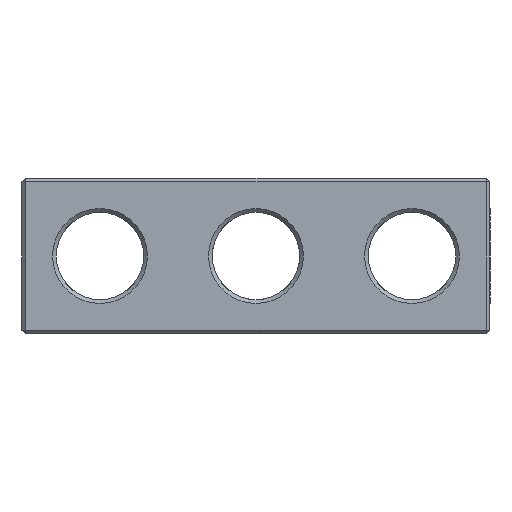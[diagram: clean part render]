
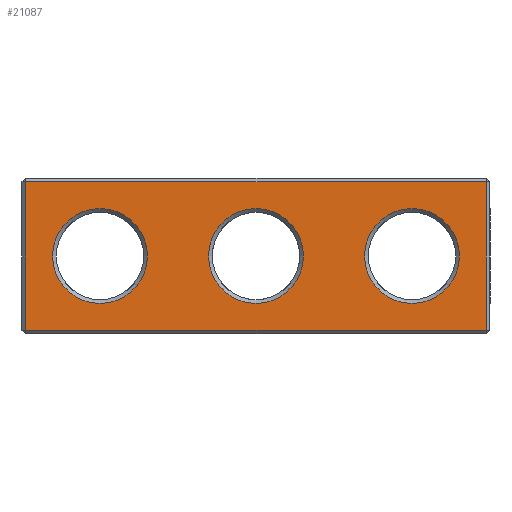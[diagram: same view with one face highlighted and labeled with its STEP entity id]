
A CAD part, front view. The second image highlights one B-rep face of the part: STEP entity #21087.
In plain terms, the highlighted planar face has unit normal (0, -1, 0).
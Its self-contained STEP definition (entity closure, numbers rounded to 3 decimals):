
#2013 = PLANE('',#2014);
#2014 = AXIS2_PLACEMENT_3D('',#2015,#2016,#2017);
#2015 = CARTESIAN_POINT('',(-18.75,-6.1,0.15));
#2016 = DIRECTION('',(0.,0.707,0.707));
#2017 = DIRECTION('',(1.,0.,0.));
#2765 = PLANE('',#2766);
#2766 = AXIS2_PLACEMENT_3D('',#2767,#2768,#2769);
#2767 = CARTESIAN_POINT('',(-18.75,-6.1,12.35));
#2768 = DIRECTION('',(0.,-0.707,0.707));
#2769 = DIRECTION('',(1.,0.,0.));
#7622 = PLANE('',#7623);
#7623 = AXIS2_PLACEMENT_3D('',#7624,#7625,#7626);
#7624 = CARTESIAN_POINT('',(-18.6,-6.1,0.));
#7625 = DIRECTION('',(-0.707,-0.707,0.));
#7626 = DIRECTION('',(0.,0.,1.));
#7984 = VERTEX_POINT('',#7985);
#7985 = CARTESIAN_POINT('',(-18.45,-6.25,0.3));
#8011 = EDGE_CURVE('',#7984,#8012,#8014,.T.);
#8012 = VERTEX_POINT('',#8013);
#8013 = CARTESIAN_POINT('',(18.45,-6.25,0.3));
#8014 = SURFACE_CURVE('',#8015,(#8019,#8026),.PCURVE_S1.);
#8015 = LINE('',#8016,#8017);
#8016 = CARTESIAN_POINT('',(-18.75,-6.25,0.3));
#8017 = VECTOR('',#8018,1.);
#8018 = DIRECTION('',(1.,0.,0.));
#8019 = PCURVE('',#2013,#8020);
#8020 = DEFINITIONAL_REPRESENTATION('',(#8021),#8025);
#8021 = LINE('',#8022,#8023);
#8022 = CARTESIAN_POINT('',(0.,-0.212));
#8023 = VECTOR('',#8024,1.);
#8024 = DIRECTION('',(1.,0.));
#8025 = ( GEOMETRIC_REPRESENTATION_CONTEXT(2) 
PARAMETRIC_REPRESENTATION_CONTEXT() REPRESENTATION_CONTEXT('2D SPACE',''
  ) );
#8026 = PCURVE('',#8027,#8032);
#8027 = PLANE('',#8028);
#8028 = AXIS2_PLACEMENT_3D('',#8029,#8030,#8031);
#8029 = CARTESIAN_POINT('',(-18.75,-6.25,0.));
#8030 = DIRECTION('',(0.,1.,0.));
#8031 = DIRECTION('',(1.,0.,0.));
#8032 = DEFINITIONAL_REPRESENTATION('',(#8033),#8037);
#8033 = LINE('',#8034,#8035);
#8034 = CARTESIAN_POINT('',(0.,-0.3));
#8035 = VECTOR('',#8036,1.);
#8036 = DIRECTION('',(1.,0.));
#8037 = ( GEOMETRIC_REPRESENTATION_CONTEXT(2) 
PARAMETRIC_REPRESENTATION_CONTEXT() REPRESENTATION_CONTEXT('2D SPACE',''
  ) );
#9281 = VERTEX_POINT('',#9282);
#9282 = CARTESIAN_POINT('',(-18.45,-6.25,12.2));
#9308 = EDGE_CURVE('',#9281,#9309,#9311,.T.);
#9309 = VERTEX_POINT('',#9310);
#9310 = CARTESIAN_POINT('',(18.45,-6.25,12.2));
#9311 = SURFACE_CURVE('',#9312,(#9316,#9323),.PCURVE_S1.);
#9312 = LINE('',#9313,#9314);
#9313 = CARTESIAN_POINT('',(-18.75,-6.25,12.2));
#9314 = VECTOR('',#9315,1.);
#9315 = DIRECTION('',(1.,0.,0.));
#9316 = PCURVE('',#2765,#9317);
#9317 = DEFINITIONAL_REPRESENTATION('',(#9318),#9322);
#9318 = LINE('',#9319,#9320);
#9319 = CARTESIAN_POINT('',(0.,-0.212));
#9320 = VECTOR('',#9321,1.);
#9321 = DIRECTION('',(1.,0.));
#9322 = ( GEOMETRIC_REPRESENTATION_CONTEXT(2) 
PARAMETRIC_REPRESENTATION_CONTEXT() REPRESENTATION_CONTEXT('2D SPACE',''
  ) );
#9323 = PCURVE('',#8027,#9324);
#9324 = DEFINITIONAL_REPRESENTATION('',(#9325),#9329);
#9325 = LINE('',#9326,#9327);
#9326 = CARTESIAN_POINT('',(0.,-12.2));
#9327 = VECTOR('',#9328,1.);
#9328 = DIRECTION('',(1.,0.));
#9329 = ( GEOMETRIC_REPRESENTATION_CONTEXT(2) 
PARAMETRIC_REPRESENTATION_CONTEXT() REPRESENTATION_CONTEXT('2D SPACE',''
  ) );
#20053 = EDGE_CURVE('',#7984,#9281,#20054,.T.);
#20054 = SURFACE_CURVE('',#20055,(#20059,#20066),.PCURVE_S1.);
#20055 = LINE('',#20056,#20057);
#20056 = CARTESIAN_POINT('',(-18.45,-6.25,0.));
#20057 = VECTOR('',#20058,1.);
#20058 = DIRECTION('',(0.,0.,1.));
#20059 = PCURVE('',#7622,#20060);
#20060 = DEFINITIONAL_REPRESENTATION('',(#20061),#20065);
#20061 = LINE('',#20062,#20063);
#20062 = CARTESIAN_POINT('',(0.,-0.212));
#20063 = VECTOR('',#20064,1.);
#20064 = DIRECTION('',(1.,0.));
#20065 = ( GEOMETRIC_REPRESENTATION_CONTEXT(2) 
PARAMETRIC_REPRESENTATION_CONTEXT() REPRESENTATION_CONTEXT('2D SPACE',''
  ) );
#20066 = PCURVE('',#8027,#20067);
#20067 = DEFINITIONAL_REPRESENTATION('',(#20068),#20072);
#20068 = LINE('',#20069,#20070);
#20069 = CARTESIAN_POINT('',(0.3,0.));
#20070 = VECTOR('',#20071,1.);
#20071 = DIRECTION('',(0.,-1.));
#20072 = ( GEOMETRIC_REPRESENTATION_CONTEXT(2) 
PARAMETRIC_REPRESENTATION_CONTEXT() REPRESENTATION_CONTEXT('2D SPACE',''
  ) );
#21087 = ADVANCED_FACE('',(#21088,#21119,#21150,#21181),#8027,.F.);
#21088 = FACE_BOUND('',#21089,.F.);
#21089 = EDGE_LOOP('',(#21090,#21091,#21092,#21118));
#21090 = ORIENTED_EDGE('',*,*,#20053,.T.);
#21091 = ORIENTED_EDGE('',*,*,#9308,.T.);
#21092 = ORIENTED_EDGE('',*,*,#21093,.F.);
#21093 = EDGE_CURVE('',#8012,#9309,#21094,.T.);
#21094 = SURFACE_CURVE('',#21095,(#21099,#21106),.PCURVE_S1.);
#21095 = LINE('',#21096,#21097);
#21096 = CARTESIAN_POINT('',(18.45,-6.25,0.));
#21097 = VECTOR('',#21098,1.);
#21098 = DIRECTION('',(0.,0.,1.));
#21099 = PCURVE('',#8027,#21100);
#21100 = DEFINITIONAL_REPRESENTATION('',(#21101),#21105);
#21101 = LINE('',#21102,#21103);
#21102 = CARTESIAN_POINT('',(37.2,0.));
#21103 = VECTOR('',#21104,1.);
#21104 = DIRECTION('',(0.,-1.));
#21105 = ( GEOMETRIC_REPRESENTATION_CONTEXT(2) 
PARAMETRIC_REPRESENTATION_CONTEXT() REPRESENTATION_CONTEXT('2D SPACE',''
  ) );
#21106 = PCURVE('',#21107,#21112);
#21107 = PLANE('',#21108);
#21108 = AXIS2_PLACEMENT_3D('',#21109,#21110,#21111);
#21109 = CARTESIAN_POINT('',(18.6,-6.1,0.));
#21110 = DIRECTION('',(0.707,-0.707,0.));
#21111 = DIRECTION('',(0.,0.,1.));
#21112 = DEFINITIONAL_REPRESENTATION('',(#21113),#21117);
#21113 = LINE('',#21114,#21115);
#21114 = CARTESIAN_POINT('',(0.,0.212));
#21115 = VECTOR('',#21116,1.);
#21116 = DIRECTION('',(1.,0.));
#21117 = ( GEOMETRIC_REPRESENTATION_CONTEXT(2) 
PARAMETRIC_REPRESENTATION_CONTEXT() REPRESENTATION_CONTEXT('2D SPACE',''
  ) );
#21118 = ORIENTED_EDGE('',*,*,#8011,.F.);
#21119 = FACE_BOUND('',#21120,.F.);
#21120 = EDGE_LOOP('',(#21121));
#21121 = ORIENTED_EDGE('',*,*,#21122,.F.);
#21122 = EDGE_CURVE('',#21123,#21123,#21125,.T.);
#21123 = VERTEX_POINT('',#21124);
#21124 = CARTESIAN_POINT('',(0.,-6.25,2.45));
#21125 = SURFACE_CURVE('',#21126,(#21131,#21138),.PCURVE_S1.);
#21126 = CIRCLE('',#21127,3.8);
#21127 = AXIS2_PLACEMENT_3D('',#21128,#21129,#21130);
#21128 = CARTESIAN_POINT('',(0.,-6.25,6.25));
#21129 = DIRECTION('',(0.,1.,0.));
#21130 = DIRECTION('',(0.,0.,-1.));
#21131 = PCURVE('',#8027,#21132);
#21132 = DEFINITIONAL_REPRESENTATION('',(#21133),#21137);
#21133 = CIRCLE('',#21134,3.8);
#21134 = AXIS2_PLACEMENT_2D('',#21135,#21136);
#21135 = CARTESIAN_POINT('',(18.75,-6.25));
#21136 = DIRECTION('',(0.,1.));
#21137 = ( GEOMETRIC_REPRESENTATION_CONTEXT(2) 
PARAMETRIC_REPRESENTATION_CONTEXT() REPRESENTATION_CONTEXT('2D SPACE',''
  ) );
#21138 = PCURVE('',#21139,#21144);
#21139 = CONICAL_SURFACE('',#21140,3.8,0.785);
#21140 = AXIS2_PLACEMENT_3D('',#21141,#21142,#21143);
#21141 = CARTESIAN_POINT('',(0.,-6.25,6.25));
#21142 = DIRECTION('',(0.,-1.,0.));
#21143 = DIRECTION('',(0.,0.,-1.));
#21144 = DEFINITIONAL_REPRESENTATION('',(#21145),#21149);
#21145 = LINE('',#21146,#21147);
#21146 = CARTESIAN_POINT('',(-0.,-0.));
#21147 = VECTOR('',#21148,1.);
#21148 = DIRECTION('',(-1.,-0.));
#21149 = ( GEOMETRIC_REPRESENTATION_CONTEXT(2) 
PARAMETRIC_REPRESENTATION_CONTEXT() REPRESENTATION_CONTEXT('2D SPACE',''
  ) );
#21150 = FACE_BOUND('',#21151,.F.);
#21151 = EDGE_LOOP('',(#21152));
#21152 = ORIENTED_EDGE('',*,*,#21153,.F.);
#21153 = EDGE_CURVE('',#21154,#21154,#21156,.T.);
#21154 = VERTEX_POINT('',#21155);
#21155 = CARTESIAN_POINT('',(-16.3,-6.25,6.25));
#21156 = SURFACE_CURVE('',#21157,(#21162,#21169),.PCURVE_S1.);
#21157 = CIRCLE('',#21158,3.8);
#21158 = AXIS2_PLACEMENT_3D('',#21159,#21160,#21161);
#21159 = CARTESIAN_POINT('',(-12.5,-6.25,6.25));
#21160 = DIRECTION('',(0.,1.,0.));
#21161 = DIRECTION('',(-1.,0.,0.));
#21162 = PCURVE('',#8027,#21163);
#21163 = DEFINITIONAL_REPRESENTATION('',(#21164),#21168);
#21164 = CIRCLE('',#21165,3.8);
#21165 = AXIS2_PLACEMENT_2D('',#21166,#21167);
#21166 = CARTESIAN_POINT('',(6.25,-6.25));
#21167 = DIRECTION('',(-1.,0.));
#21168 = ( GEOMETRIC_REPRESENTATION_CONTEXT(2) 
PARAMETRIC_REPRESENTATION_CONTEXT() REPRESENTATION_CONTEXT('2D SPACE',''
  ) );
#21169 = PCURVE('',#21170,#21175);
#21170 = CONICAL_SURFACE('',#21171,3.5,0.785);
#21171 = AXIS2_PLACEMENT_3D('',#21172,#21173,#21174);
#21172 = CARTESIAN_POINT('',(-12.5,-5.95,6.25));
#21173 = DIRECTION('',(0.,-1.,0.));
#21174 = DIRECTION('',(-1.,0.,0.));
#21175 = DEFINITIONAL_REPRESENTATION('',(#21176),#21180);
#21176 = LINE('',#21177,#21178);
#21177 = CARTESIAN_POINT('',(-0.,0.3));
#21178 = VECTOR('',#21179,1.);
#21179 = DIRECTION('',(-1.,0.));
#21180 = ( GEOMETRIC_REPRESENTATION_CONTEXT(2) 
PARAMETRIC_REPRESENTATION_CONTEXT() REPRESENTATION_CONTEXT('2D SPACE',''
  ) );
#21181 = FACE_BOUND('',#21182,.F.);
#21182 = EDGE_LOOP('',(#21183));
#21183 = ORIENTED_EDGE('',*,*,#21184,.T.);
#21184 = EDGE_CURVE('',#21185,#21185,#21187,.T.);
#21185 = VERTEX_POINT('',#21186);
#21186 = CARTESIAN_POINT('',(16.3,-6.25,6.25));
#21187 = SURFACE_CURVE('',#21188,(#21193,#21204),.PCURVE_S1.);
#21188 = CIRCLE('',#21189,3.8);
#21189 = AXIS2_PLACEMENT_3D('',#21190,#21191,#21192);
#21190 = CARTESIAN_POINT('',(12.5,-6.25,6.25));
#21191 = DIRECTION('',(0.,-1.,0.));
#21192 = DIRECTION('',(1.,0.,0.));
#21193 = PCURVE('',#8027,#21194);
#21194 = DEFINITIONAL_REPRESENTATION('',(#21195),#21203);
#21195 = ( BOUNDED_CURVE() B_SPLINE_CURVE(2,(#21196,#21197,#21198,#21199
    ,#21200,#21201,#21202),.UNSPECIFIED.,.T.,.F.) 
B_SPLINE_CURVE_WITH_KNOTS((1,2,2,2,2,1),(-2.094,0.,
    2.094,4.189,6.283,8.378),
.UNSPECIFIED.) CURVE() GEOMETRIC_REPRESENTATION_ITEM() 
RATIONAL_B_SPLINE_CURVE((1.,0.5,1.,0.5,1.,0.5,1.)) REPRESENTATION_ITEM(
  '') );
#21196 = CARTESIAN_POINT('',(35.05,-6.25));
#21197 = CARTESIAN_POINT('',(35.05,-12.832));
#21198 = CARTESIAN_POINT('',(29.35,-9.541));
#21199 = CARTESIAN_POINT('',(23.65,-6.25));
#21200 = CARTESIAN_POINT('',(29.35,-2.959));
#21201 = CARTESIAN_POINT('',(35.05,0.332));
#21202 = CARTESIAN_POINT('',(35.05,-6.25));
#21203 = ( GEOMETRIC_REPRESENTATION_CONTEXT(2) 
PARAMETRIC_REPRESENTATION_CONTEXT() REPRESENTATION_CONTEXT('2D SPACE',''
  ) );
#21204 = PCURVE('',#21205,#21210);
#21205 = CONICAL_SURFACE('',#21206,3.5,0.785);
#21206 = AXIS2_PLACEMENT_3D('',#21207,#21208,#21209);
#21207 = CARTESIAN_POINT('',(12.5,-5.95,6.25));
#21208 = DIRECTION('',(0.,-1.,0.));
#21209 = DIRECTION('',(1.,0.,0.));
#21210 = DEFINITIONAL_REPRESENTATION('',(#21211),#21215);
#21211 = LINE('',#21212,#21213);
#21212 = CARTESIAN_POINT('',(0.,0.3));
#21213 = VECTOR('',#21214,1.);
#21214 = DIRECTION('',(1.,0.));
#21215 = ( GEOMETRIC_REPRESENTATION_CONTEXT(2) 
PARAMETRIC_REPRESENTATION_CONTEXT() REPRESENTATION_CONTEXT('2D SPACE',''
  ) );
